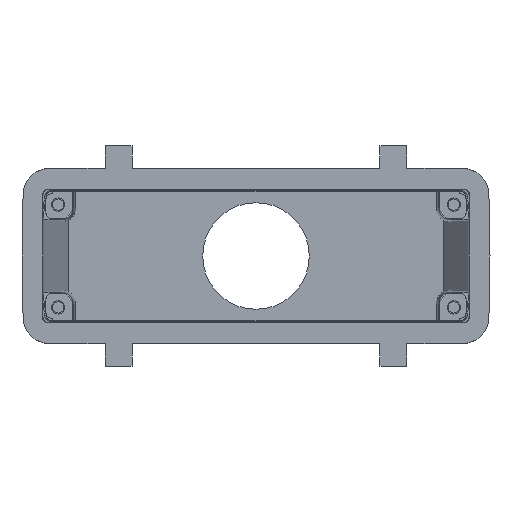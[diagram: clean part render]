
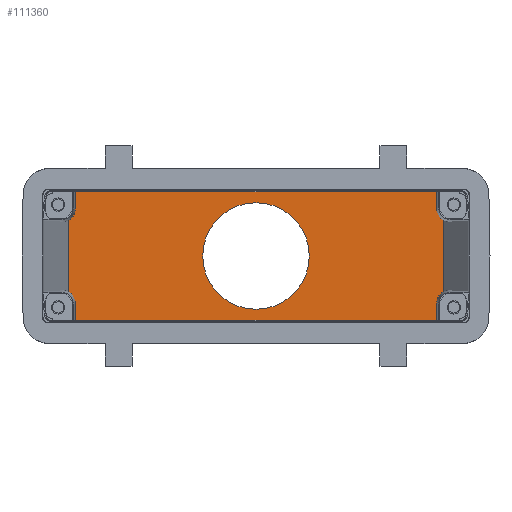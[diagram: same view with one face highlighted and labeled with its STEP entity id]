
A CAD part, front view. The second image highlights one B-rep face of the part: STEP entity #111360.
In plain terms, the highlighted planar face has unit normal (0, -1, 0).
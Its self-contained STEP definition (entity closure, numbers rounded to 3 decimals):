
#3470=CARTESIAN_POINT('',(44.717,94.1,-12.463));
#3480=VERTEX_POINT('',#3470);
#3650=CARTESIAN_POINT('',(44.717,94.1,-16.963))
;
#3660=VERTEX_POINT('',#3650);
#3690=CARTESIAN_POINT('',(44.717,94.1,0.));
#3700=DIRECTION('',(0.,0.,1.));
#3710=VECTOR('',#3700,1.);
#3720=LINE('',#3690,#3710);
#3730=EDGE_CURVE('',#3660,#3480,#3720,.T.);
#8940=CARTESIAN_POINT('',(-2.747,94.1,14.));
#8950=VERTEX_POINT('',#8940);
#9130=CARTESIAN_POINT('',(-2.747,94.1,-14.));
#9140=VERTEX_POINT('',#9130);
#9170=CARTESIAN_POINT('',(-2.747,94.1,
0.));
#9180=DIRECTION('',(0.,1.,0.));
#9190=DIRECTION('',(0.,0.,-1.));
#9200=AXIS2_PLACEMENT_3D('',#9170,#9180,#9190);
#9210=CIRCLE('',#9200,14.);
#9220=EDGE_CURVE('',#9140,#8950,#9210,.T.);
#20150=CARTESIAN_POINT('',(46.556,94.1,-9.382)
);
#20160=VERTEX_POINT('',#20150);
#20190=CARTESIAN_POINT('',(46.556,94.1,0.));
#20200=DIRECTION('',(0.,0.,1.));
#20210=VECTOR('',#20200,1.);
#20220=LINE('',#20190,#20210);
#20230=CARTESIAN_POINT('',(46.556,94.1,9.382))
;
#20240=VERTEX_POINT('',#20230);
#20250=EDGE_CURVE('',#20160,#20240,#20220,.T.);
#32220=CARTESIAN_POINT('',(-52.049,94.1,-9.382
));
#32230=VERTEX_POINT('',#32220);
#32260=CARTESIAN_POINT('',(-53.71,94.1,-12.463
));
#32270=DIRECTION('',(-0.,-1.,-0.));
#32280=DIRECTION('',(-0.707,0.,-0.707));
#32290=AXIS2_PLACEMENT_3D('',#32260,#32270,#32280);
#32300=ELLIPSE('',#32290,3.5,3.5);
#32310=CARTESIAN_POINT('',(-50.21,94.1,-12.463)
);
#32320=VERTEX_POINT('',#32310);
#32330=EDGE_CURVE('',#32320,#32230,#32300,.T.);
#36010=CARTESIAN_POINT('',(48.217,94.1,12.463))
;
#36020=DIRECTION('',(-0.,-1.,-0.));
#36030=DIRECTION('',(-0.707,0.,-0.707));
#36040=AXIS2_PLACEMENT_3D('',#36010,#36020,#36030);
#36050=ELLIPSE('',#36040,3.5,3.5);
#36060=CARTESIAN_POINT('',(44.717,94.1,12.463))
;
#36070=VERTEX_POINT('',#36060);
#36080=EDGE_CURVE('',#36070,#20240,#36050,.T.);
#38540=CARTESIAN_POINT('',(-50.21,94.1,-16.963
));
#38550=VERTEX_POINT('',#38540);
#38580=CARTESIAN_POINT('',(45.603,94.1,-16.963)
);
#38590=DIRECTION('',(-1.,0.,0.));
#38600=VECTOR('',#38590,1.);
#38610=LINE('',#38580,#38600);
#38620=EDGE_CURVE('',#3660,#38550,#38610,.T.);
#58260=CARTESIAN_POINT('',(44.717,94.1,16.963))
;
#58270=VERTEX_POINT('',#58260);
#58320=CARTESIAN_POINT('',(44.717,94.1,0.));
#58330=DIRECTION('',(0.,0.,-1.));
#58340=VECTOR('',#58330,1.);
#58350=LINE('',#58320,#58340);
#58360=EDGE_CURVE('',#58270,#36070,#58350,.T.);
#100510=CARTESIAN_POINT('',(-50.21,94.1,12.463
));
#100520=VERTEX_POINT('',#100510);
#100550=CARTESIAN_POINT('',(-53.71,94.1,12.463
));
#100560=DIRECTION('',(-0.,-1.,-0.));
#100570=DIRECTION('',(-0.707,0.,0.707));
#100580=AXIS2_PLACEMENT_3D('',#100550,#100560,#100570);
#100590=ELLIPSE('',#100580,3.5,3.5);
#100600=CARTESIAN_POINT('',(-52.049,94.1,9.382
));
#100610=VERTEX_POINT('',#100600);
#100620=EDGE_CURVE('',#100610,#100520,#100590,.T.);
#101690=CARTESIAN_POINT('',(48.217,94.1,-12.463
));
#101700=DIRECTION('',(-0.,-1.,-0.));
#101710=DIRECTION('',(-0.707,0.,0.707));
#101720=AXIS2_PLACEMENT_3D('',#101690,#101700,#101710);
#101730=ELLIPSE('',#101720,3.5,3.5);
#101740=EDGE_CURVE('',#20160,#3480,#101730,.T.);
#110900=CARTESIAN_POINT('',(35.555,94.1,22.636)
);
#110910=DIRECTION('',(-0.,-1.,-0.));
#110920=DIRECTION('',(-1.,0.,0.));
#110930=AXIS2_PLACEMENT_3D('',#110900,#110910,#110920);
#110940=PLANE('',#110930);
#110950=ORIENTED_EDGE('',*,*,#20250,.T.);
#110960=ORIENTED_EDGE('',*,*,#101740,.F.);
#110970=ORIENTED_EDGE('',*,*,#3730,.T.);
#110980=ORIENTED_EDGE('',*,*,#38620,.F.);
#110990=CARTESIAN_POINT('',(-50.21,94.1,0.));
#111000=DIRECTION('',(0.,0.,-1.));
#111010=VECTOR('',#111000,1.);
#111020=LINE('',#110990,#111010);
#111030=EDGE_CURVE('',#32320,#38550,#111020,.T.);
#111040=ORIENTED_EDGE('',*,*,#111030,.T.);
#111050=ORIENTED_EDGE('',*,*,#32330,.F.);
#111060=CARTESIAN_POINT('',(-52.049,94.1,0.));
#111070=DIRECTION('',(0.,0.,-1.));
#111080=VECTOR('',#111070,1.);
#111090=LINE('',#111060,#111080);
#111100=EDGE_CURVE('',#100610,#32230,#111090,.T.);
#111110=ORIENTED_EDGE('',*,*,#111100,.T.);
#111120=ORIENTED_EDGE('',*,*,#100620,.F.);
#111130=CARTESIAN_POINT('',(-50.21,94.1,0.));
#111140=DIRECTION('',(0.,0.,-1.));
#111150=VECTOR('',#111140,1.);
#111160=LINE('',#111130,#111150);
#111170=CARTESIAN_POINT('',(-50.21,94.1,16.963
));
#111180=VERTEX_POINT('',#111170);
#111190=EDGE_CURVE('',#111180,#100520,#111160,.T.);
#111200=ORIENTED_EDGE('',*,*,#111190,.T.);
#111210=CARTESIAN_POINT('',(45.603,94.1,16.963)
);
#111220=DIRECTION('',(1.,0.,0.));
#111230=VECTOR('',#111220,1.);
#111240=LINE('',#111210,#111230);
#111250=EDGE_CURVE('',#111180,#58270,#111240,.T.);
#111260=ORIENTED_EDGE('',*,*,#111250,.F.);
#111270=ORIENTED_EDGE('',*,*,#58360,.F.);
#111280=ORIENTED_EDGE('',*,*,#36080,.F.);
#111290=EDGE_LOOP('',(#111280,#111270,#111260,#111200,#111120,#111110,
#111050,#111040,#110980,#110970,#110960,#110950));
#111300=FACE_OUTER_BOUND('',#111290,.T.);
#111310=EDGE_CURVE('',#8950,#9140,#9210,.T.);
#111320=ORIENTED_EDGE('',*,*,#111310,.T.);
#111330=ORIENTED_EDGE('',*,*,#9220,.T.);
#111340=EDGE_LOOP('',(#111330,#111320));
#111350=FACE_BOUND('',#111340,.T.);
#111360=ADVANCED_FACE('',(#111300,#111350),#110940,.T.);
